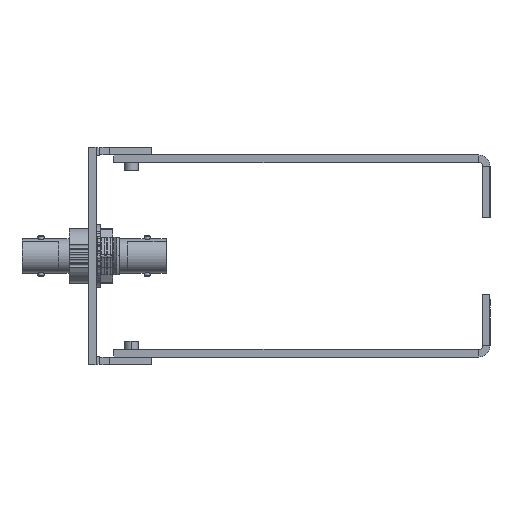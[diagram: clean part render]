
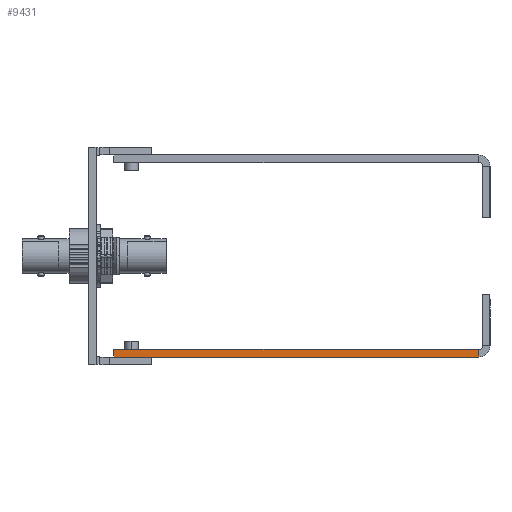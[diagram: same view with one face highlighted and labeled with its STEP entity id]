
A CAD part, left-side view. The second image highlights one B-rep face of the part: STEP entity #9431.
In plain terms, the highlighted face is planar.
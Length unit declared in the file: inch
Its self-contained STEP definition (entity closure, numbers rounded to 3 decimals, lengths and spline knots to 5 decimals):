
#2888 = EDGE_CURVE ( 'NONE', #35002, #21447, #12655, .T. ) ;
#3509 = DIRECTION ( 'NONE',  ( 0., 1., 0. ) ) ;
#5198 = AXIS2_PLACEMENT_3D ( 'NONE', #13857, #36112, #17043 ) ;
#6711 = DIRECTION ( 'NONE',  ( 1., 0., 0. ) ) ;
#7009 = EDGE_CURVE ( 'NONE', #21581, #35002, #28954, .T. ) ;
#7775 = CARTESIAN_POINT ( 'NONE',  ( -1.5, 0.19, -0.5 ) ) ;
#8587 = DIRECTION ( 'NONE',  ( 0., 1., 0. ) ) ;
#9431 = ADVANCED_FACE ( 'NONE', ( #25469 ), #20071, .F. ) ;
#10292 = LINE ( 'NONE', #15024, #17694 ) ;
#10806 = EDGE_LOOP ( 'NONE', ( #37989, #11212, #21694, #23071 ) ) ;
#11212 = ORIENTED_EDGE ( 'NONE', *, *, #2888, .F. ) ;
#11373 = EDGE_CURVE ( 'NONE', #18136, #21447, #10292, .T. ) ;
#11455 = DIRECTION ( 'NONE',  ( 1., 0., 0. ) ) ;
#11701 = VECTOR ( 'NONE', #3509, 39.37008 ) ;
#12655 = LINE ( 'NONE', #19201, #11701 ) ;
#12942 = CARTESIAN_POINT ( 'NONE',  ( -1.5, 0.19, -0.5 ) ) ;
#13857 = CARTESIAN_POINT ( 'NONE',  ( -1.5, -5.96216, -0.5 ) ) ;
#14343 = EDGE_CURVE ( 'NONE', #21581, #18136, #39765, .T. ) ;
#15024 = CARTESIAN_POINT ( 'NONE',  ( -1.5, 0.25, -0.5 ) ) ;
#17043 = DIRECTION ( 'NONE',  ( 0., 1., 0. ) ) ;
#17694 = VECTOR ( 'NONE', #11455, 39.37008 ) ;
#18003 = CARTESIAN_POINT ( 'NONE',  ( -1.5, -5.96216, -0.5 ) ) ;
#18136 = VERTEX_POINT ( 'NONE', #23927 ) ;
#19201 = CARTESIAN_POINT ( 'NONE',  ( 1.409, -5.96216, -0.5 ) ) ;
#20071 = PLANE ( 'NONE',  #5198 ) ;
#20459 = VECTOR ( 'NONE', #6711, 39.37008 ) ;
#21447 = VERTEX_POINT ( 'NONE', #27155 ) ;
#21581 = VERTEX_POINT ( 'NONE', #7775 ) ;
#21694 = ORIENTED_EDGE ( 'NONE', *, *, #7009, .F. ) ;
#23071 = ORIENTED_EDGE ( 'NONE', *, *, #14343, .T. ) ;
#23927 = CARTESIAN_POINT ( 'NONE',  ( -1.5, 0.25, -0.5 ) ) ;
#25469 = FACE_OUTER_BOUND ( 'NONE', #10806, .T. ) ;
#27155 = CARTESIAN_POINT ( 'NONE',  ( 1.409, 0.25, -0.5 ) ) ;
#28954 = LINE ( 'NONE', #12942, #20459 ) ;
#31330 = VECTOR ( 'NONE', #8587, 39.37008 ) ;
#33376 = CARTESIAN_POINT ( 'NONE',  ( 1.409, 0.19, -0.5 ) ) ;
#35002 = VERTEX_POINT ( 'NONE', #33376 ) ;
#36112 = DIRECTION ( 'NONE',  ( 0., 0., 1. ) ) ;
#37989 = ORIENTED_EDGE ( 'NONE', *, *, #11373, .T. ) ;
#39765 = LINE ( 'NONE', #18003, #31330 ) ;
